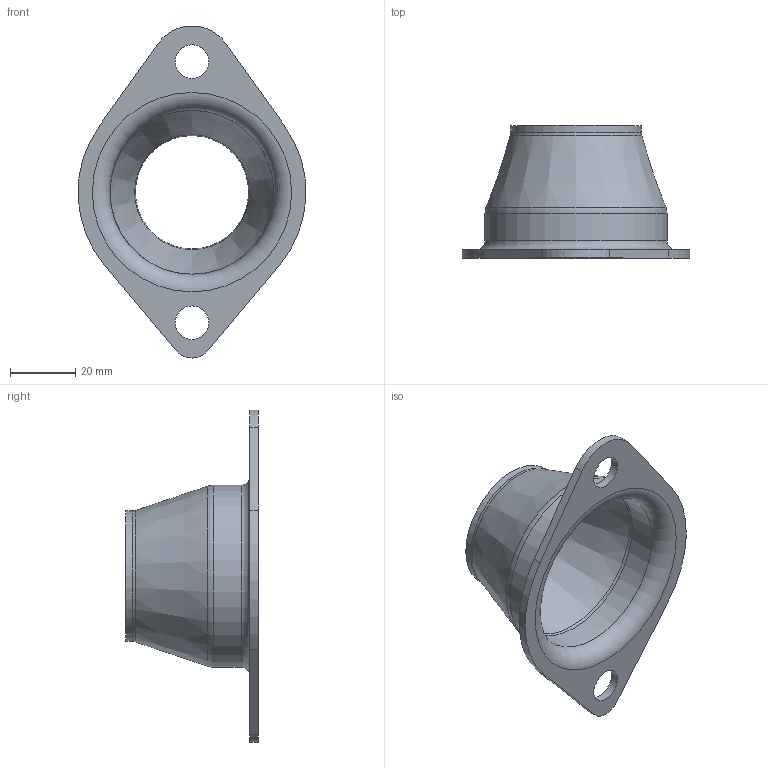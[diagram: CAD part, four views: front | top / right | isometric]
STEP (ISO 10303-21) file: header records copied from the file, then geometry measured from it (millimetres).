
FILE_DESCRIPTION(/* description */ (''),/* implementation_level */ '2;1');
FILE_NAME(/* name */ 'SILENT_BLOCK_CAM_EST_.stp',/* time_stamp */ '2016-06-02T11:11:12+02:00',/* author */ (''),/* organization */ (''),/* preprocessor_version */ 'ST-DEVELOPER v16.5',/* originating_system */ 'Autodesk Translation Framework v5.0.0.3310',/* authorisation */ '');
FILE_SCHEMA (('AUTOMOTIVE_DESIGN { 1 0 10303 214 3 1 1 }'));
Length unit declared in the file: centimetre
Products named in the file (1): SILENT_BLOCK_CAM_EST_
Bounding box: 69.8 x 40.64 x 101.73 mm (x, y, z)
Volume: 21241.1 mm3; surface area: 17239.2 mm2
Topology: 1 solids, 1 shells, 25 faces, 61 edges, 39 vertices
Faces by surface type: cylinder 10, plane 7, torus 6, cone 2
Full cylindrical faces by diameter (mm): 10.3 x2, 34.72 x1, 40 x1, 50.52 x1, 55.8 x1
Entity records: 662 total; most frequent: DIRECTION 120, CARTESIAN_POINT 102, ORIENTED_EDGE 84, AXIS2_PLACEMENT_3D 52, EDGE_LOOP 46, EDGE_CURVE 42, VERTEX_POINT 34, CIRCLE 26
